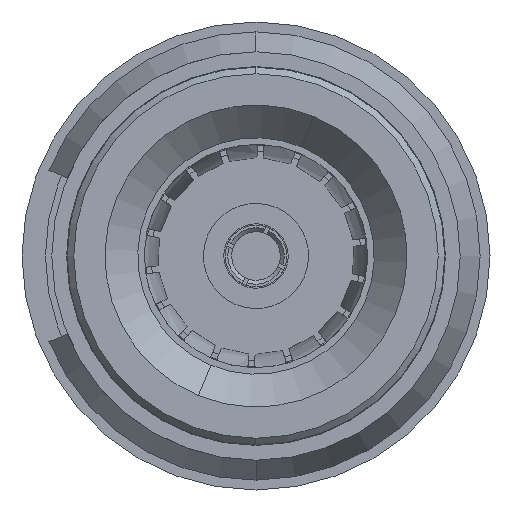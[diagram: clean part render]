
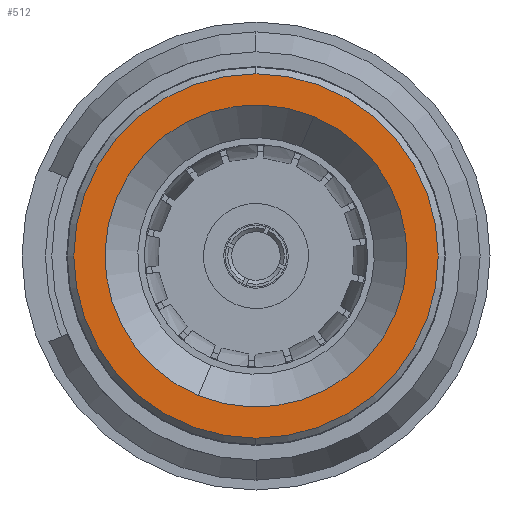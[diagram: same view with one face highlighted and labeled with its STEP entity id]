
A CAD part, left-side view. The second image highlights one B-rep face of the part: STEP entity #512.
In plain terms, the highlighted planar face has unit normal (-1, 0, 0).
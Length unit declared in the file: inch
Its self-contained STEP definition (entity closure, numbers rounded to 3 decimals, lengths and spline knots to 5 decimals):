
#391 = ORIENTED_EDGE ( 'NONE', *, *, #7835, .T. ) ;
#512 = ADVANCED_FACE ( 'NONE', ( #1809, #2354 ), #4227, .T. ) ;
#609 = EDGE_CURVE ( 'NONE', #4073, #9177, #9096, .T. ) ;
#642 = CARTESIAN_POINT ( 'NONE',  ( 0., 0., 0. ) ) ;
#914 = EDGE_LOOP ( 'NONE', ( #2396, #5685 ) ) ;
#1229 = CIRCLE ( 'NONE', #3661, 0.115 ) ;
#1541 = DIRECTION ( 'NONE',  ( 0., 0.382, -0.924 ) ) ;
#1809 = FACE_OUTER_BOUND ( 'NONE', #914, .T. ) ;
#2354 = FACE_BOUND ( 'NONE', #3846, .T. ) ;
#2396 = ORIENTED_EDGE ( 'NONE', *, *, #8700, .T. ) ;
#2578 = DIRECTION ( 'NONE',  ( 0., 0., 1. ) ) ;
#2695 = CIRCLE ( 'NONE', #2953, 0.115 ) ;
#2953 = AXIS2_PLACEMENT_3D ( 'NONE', #8065, #5155, #1541 ) ;
#3241 = CARTESIAN_POINT ( 'NONE',  ( 0., -0.04391, 0.10629 ) ) ;
#3290 = CARTESIAN_POINT ( 'NONE',  ( 0., 0., 0. ) ) ;
#3550 = DIRECTION ( 'NONE',  ( 0., 0.382, -0.924 ) ) ;
#3661 = AXIS2_PLACEMENT_3D ( 'NONE', #642, #8519, #3550 ) ;
#3846 = EDGE_LOOP ( 'NONE', ( #391, #4933 ) ) ;
#3884 = CARTESIAN_POINT ( 'NONE',  ( 0., 0., -0.1387 ) ) ;
#4073 = VERTEX_POINT ( 'NONE', #5708 ) ;
#4193 = CARTESIAN_POINT ( 'NONE',  ( 0., 0., 0. ) ) ;
#4227 = PLANE ( 'NONE',  #8387 ) ;
#4933 = ORIENTED_EDGE ( 'NONE', *, *, #5908, .T. ) ;
#5155 = DIRECTION ( 'NONE',  ( 1., 0., 0. ) ) ;
#5641 = CIRCLE ( 'NONE', #8669, 0.1387 ) ;
#5685 = ORIENTED_EDGE ( 'NONE', *, *, #609, .T. ) ;
#5708 = CARTESIAN_POINT ( 'NONE',  ( 0., 0., 0.1387 ) ) ;
#5759 = DIRECTION ( 'NONE',  ( 0., 0., 1. ) ) ;
#5908 = EDGE_CURVE ( 'NONE', #7142, #6196, #2695, .T. ) ;
#6196 = VERTEX_POINT ( 'NONE', #8250 ) ;
#7142 = VERTEX_POINT ( 'NONE', #3241 ) ;
#7309 = DIRECTION ( 'NONE',  ( -1., 0., 0. ) ) ;
#7601 = DIRECTION ( 'NONE',  ( -1., 0., 0. ) ) ;
#7835 = EDGE_CURVE ( 'NONE', #6196, #7142, #1229, .T. ) ;
#7967 = AXIS2_PLACEMENT_3D ( 'NONE', #7972, #7309, #5759 ) ;
#7972 = CARTESIAN_POINT ( 'NONE',  ( 0., 0., 0. ) ) ;
#8065 = CARTESIAN_POINT ( 'NONE',  ( 0., 0., 0. ) ) ;
#8250 = CARTESIAN_POINT ( 'NONE',  ( 0., 0.04391, -0.10629 ) ) ;
#8387 = AXIS2_PLACEMENT_3D ( 'NONE', #4193, #8595, #8625 ) ;
#8519 = DIRECTION ( 'NONE',  ( 1., 0., 0. ) ) ;
#8595 = DIRECTION ( 'NONE',  ( -1., 0., 0. ) ) ;
#8625 = DIRECTION ( 'NONE',  ( 0., 0., 1. ) ) ;
#8669 = AXIS2_PLACEMENT_3D ( 'NONE', #3290, #7601, #2578 ) ;
#8700 = EDGE_CURVE ( 'NONE', #9177, #4073, #5641, .T. ) ;
#9096 = CIRCLE ( 'NONE', #7967, 0.1387 ) ;
#9177 = VERTEX_POINT ( 'NONE', #3884 ) ;
